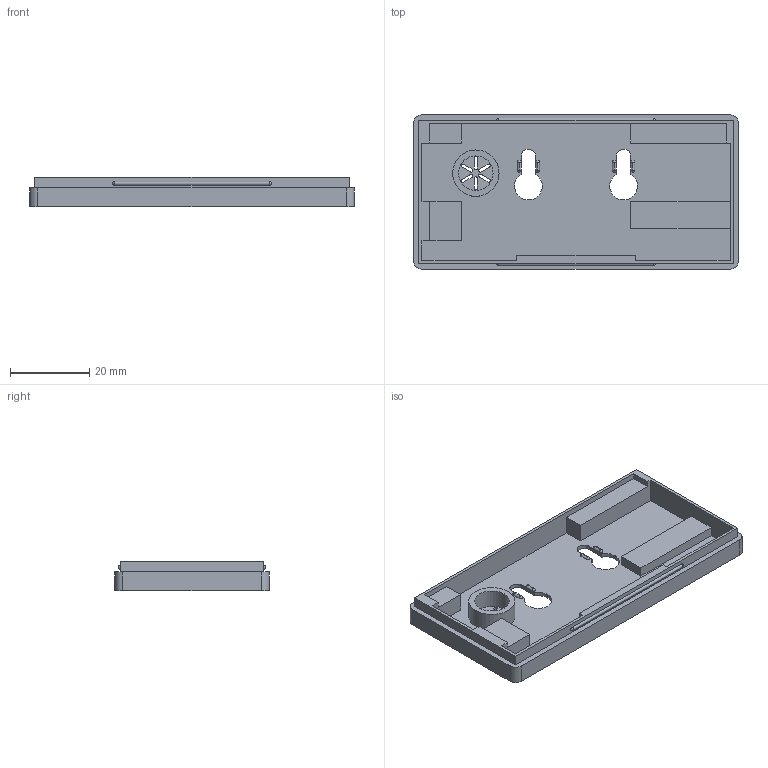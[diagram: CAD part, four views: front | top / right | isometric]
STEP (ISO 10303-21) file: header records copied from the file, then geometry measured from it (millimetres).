
FILE_DESCRIPTION (( 'STEP AP214' ), '1' );
FILE_NAME ('Housing_Gadget_SHT4x_Back.STEP', '2023-03-17T07:41:44', ( '' ), ( '' ), 'SwSTEP 2.0', 'SolidWorks 2021', '' );
FILE_SCHEMA (( 'AUTOMOTIVE_DESIGN' ));
Length unit declared in the file: millimetre
Products named in the file (1): Housing_Gadget_SHT4x_Back
Bounding box: 81.9 x 38.85 x 7.35 mm (x, y, z)
Volume: 7768.3 mm3; surface area: 9960.1 mm2
Topology: 1 solids, 1 shells, 114 faces, 326 edges, 208 vertices
Faces by surface type: plane 56, cylinder 46, sphere 12
Entity records: 3680 total; most frequent: DIRECTION 644, CARTESIAN_POINT 629, ORIENTED_EDGE 620, EDGE_CURVE 310, AXIS2_PLACEMENT_3D 219, LINE 206, VECTOR 206, VERTEX_POINT 204
